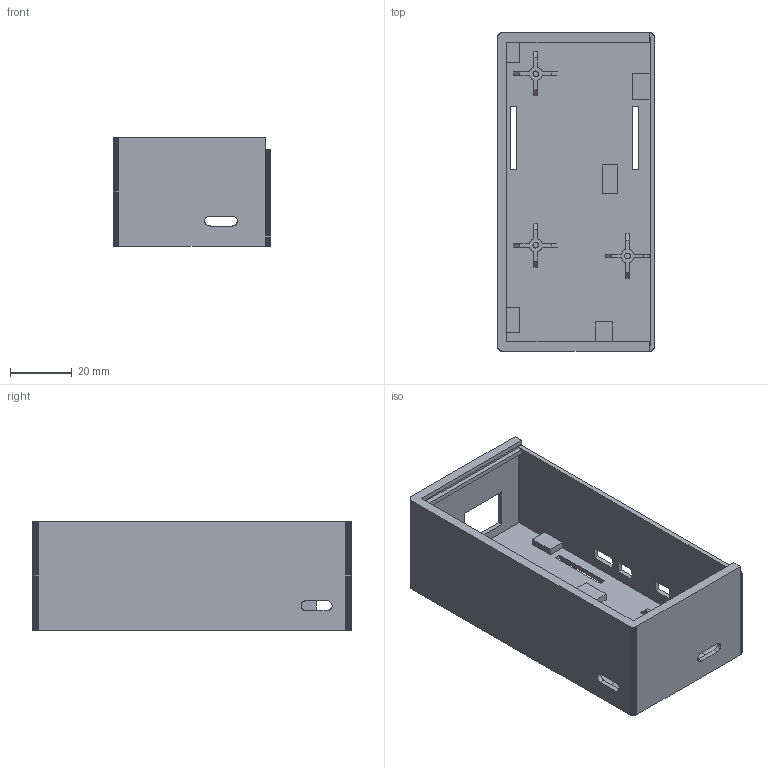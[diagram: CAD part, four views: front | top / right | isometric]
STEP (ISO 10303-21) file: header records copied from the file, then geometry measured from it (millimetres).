
FILE_DESCRIPTION(('Designed by EasyEDA Pro'),'2;1');
FILE_NAME('Open CASCADE Shape Model','2025-04-18T16:53:02',('Author'),( 'Open CASCADE'),'Open CASCADE STEP processor 7.8','Open CASCADE 7.8' ,'Unknown');
FILE_SCHEMA(('AUTOMOTIVE_DESIGN { 1 0 10303 214 1 1 1 1 }'));
Length unit declared in the file: millimetre
Products named in the file (1): Open CASCADE STEP translator 7.8 2
Bounding box: 50.9 x 103.1 x 35 mm (x, y, z)
Volume: 23252 mm3; surface area: 31518.6 mm2
Topology: 1 solids, 1 shells, 384 faces, 1115 edges, 740 vertices
Faces by surface type: bspline 384
Entity records: 23839 total; most frequent: CARTESIAN_POINT 9327, B_SPLINE_CURVE_WITH_KNOTS 3265, ORIENTED_EDGE 2230, PCURVE 2230, DEFINITIONAL_REPRESENTATION 2230, EDGE_CURVE 1115, SURFACE_CURVE 1112, VERTEX_POINT 740
